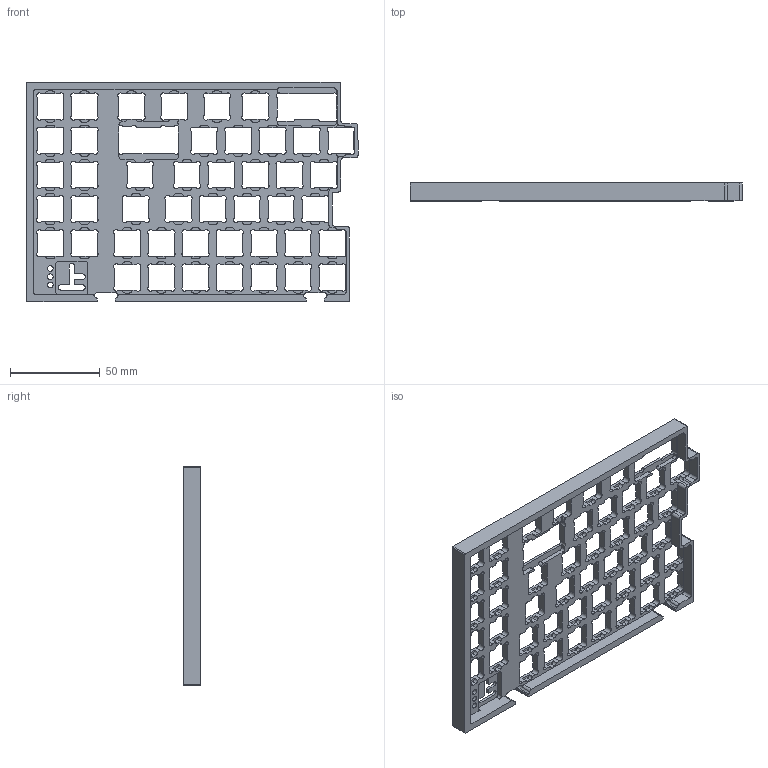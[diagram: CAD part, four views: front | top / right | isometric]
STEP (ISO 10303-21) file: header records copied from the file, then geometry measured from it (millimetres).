
FILE_DESCRIPTION (( 'STEP AP214' ), '1' );
FILE_NAME ('EnclosedPlate-Left.STEP', '2022-09-14T06:30:53', ( '' ), ( '' ), 'SwSTEP 2.0', 'SolidWorks 2022', '' );
FILE_SCHEMA (( 'AUTOMOTIVE_DESIGN' ));
Length unit declared in the file: millimetre
Products named in the file (1): EnclosedPlate-Left
Bounding box: 184.97 x 10 x 122.3 mm (x, y, z)
Volume: 53371.1 mm3; surface area: 44097.9 mm2
Topology: 1 solids, 1 shells, 969 faces, 2922 edges, 1948 vertices
Faces by surface type: cylinder 535, plane 434
Entity records: 33421 total; most frequent: DIRECTION 5949, ORIENTED_EDGE 5844, CARTESIAN_POINT 5840, EDGE_CURVE 2922, AXIS2_PLACEMENT_3D 2057, VERTEX_POINT 1948, VECTOR 1835, LINE 1835
